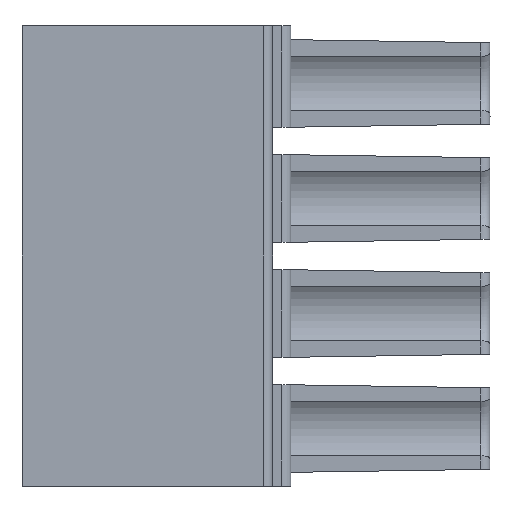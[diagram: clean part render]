
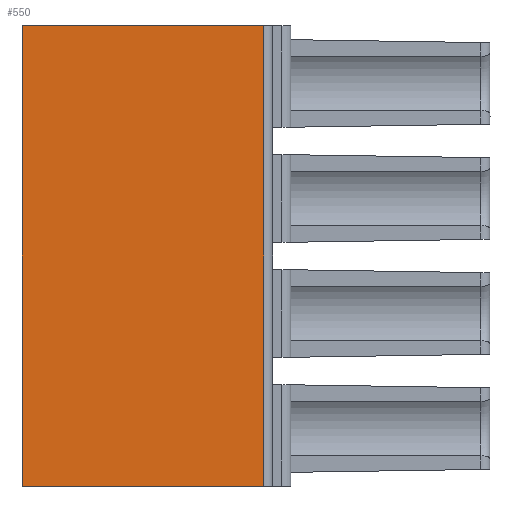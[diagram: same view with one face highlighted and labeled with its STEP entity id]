
A CAD part, front view. The second image highlights one B-rep face of the part: STEP entity #550.
In plain terms, the highlighted planar face has unit normal (0, -1, 0).
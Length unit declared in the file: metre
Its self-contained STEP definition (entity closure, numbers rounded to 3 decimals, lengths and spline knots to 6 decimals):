
#550=ADVANCED_FACE('',(#1317),#1318,.T.);
#1317=FACE_OUTER_BOUND('',#2308,.T.);
#1318=PLANE('',#2309);
#2308=EDGE_LOOP('',(#3963,#3964,#3965,#3966));
#2309=AXIS2_PLACEMENT_3D('',#3967,#3968,#3969);
#3963=ORIENTED_EDGE('',*,*,#6258,.F.);
#3964=ORIENTED_EDGE('',*,*,#6259,.F.);
#3965=ORIENTED_EDGE('',*,*,#6260,.T.);
#3966=ORIENTED_EDGE('',*,*,#6194,.T.);
#3967=CARTESIAN_POINT('',(0.006473,0.00051,0.002633));
#3968=DIRECTION('',(0.,-1.0,0.));
#3969=DIRECTION('',(0.,0.,1.0));
#6194=EDGE_CURVE('',#7518,#7516,#7519,.T.);
#6258=EDGE_CURVE('',#7624,#7516,#7625,.T.);
#6259=EDGE_CURVE('',#7626,#7624,#7627,.T.);
#6260=EDGE_CURVE('',#7626,#7518,#7628,.T.);
#7516=VERTEX_POINT('',#9470);
#7518=VERTEX_POINT('',#9472);
#7519=LINE('',#9473,#9474);
#7624=VERTEX_POINT('',#9628);
#7625=LINE('',#9629,#9630);
#7626=VERTEX_POINT('',#9631);
#7627=LINE('',#9632,#9633);
#7628=LINE('',#9634,#9635);
#9470=CARTESIAN_POINT('',(0.006473,0.00051,-0.008022));
#9472=CARTESIAN_POINT('',(-0.001527,0.00051,-0.008022));
#9473=CARTESIAN_POINT('',(0.013673,0.00051,-0.008022));
#9474=VECTOR('',#11342,1.0);
#9628=CARTESIAN_POINT('',(0.006473,0.00051,0.007218));
#9629=CARTESIAN_POINT('',(0.006473,0.00051,0.002633));
#9630=VECTOR('',#11407,1.0);
#9631=CARTESIAN_POINT('',(-0.001527,0.00051,0.007218));
#9632=CARTESIAN_POINT('',(0.013673,0.00051,0.007218));
#9633=VECTOR('',#11408,1.0);
#9634=CARTESIAN_POINT('',(-0.001527,0.00051,0.002633));
#9635=VECTOR('',#11409,1.0);
#11342=DIRECTION('',(1.0,0.,0.));
#11407=DIRECTION('',(0.,0.,-1.0));
#11408=DIRECTION('',(1.0,0.,0.));
#11409=DIRECTION('',(0.,0.,-1.0));
